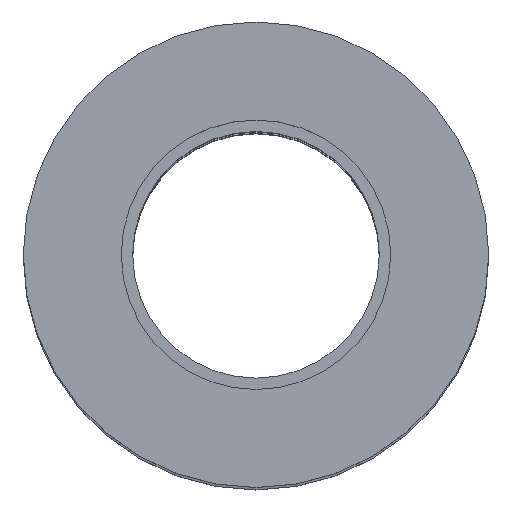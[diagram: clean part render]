
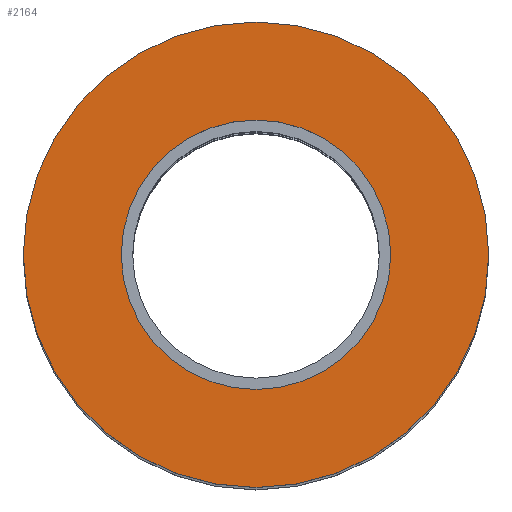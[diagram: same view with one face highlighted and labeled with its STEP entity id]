
A CAD part, top view. The second image highlights one B-rep face of the part: STEP entity #2164.
In plain terms, the highlighted planar face has unit normal (0, 0, 1).
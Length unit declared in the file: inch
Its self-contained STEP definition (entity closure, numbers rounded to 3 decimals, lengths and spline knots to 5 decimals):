
#3 = DIRECTION ( 'NONE',  ( 0., 0., 1. ) ) ;
#65 = CIRCLE ( 'NONE', #703, 0.59 ) ;
#194 = PLANE ( 'NONE',  #596 ) ;
#211 = EDGE_CURVE ( 'NONE', #2788, #1373, #65, .T. ) ;
#419 = EDGE_CURVE ( 'NONE', #1339, #3002, #709, .T. ) ;
#443 = DIRECTION ( 'NONE',  ( 0., 0., 1. ) ) ;
#564 = CARTESIAN_POINT ( 'NONE',  ( -0.59, 0., 2.46 ) ) ;
#586 = AXIS2_PLACEMENT_3D ( 'NONE', #1261, #2919, #1499 ) ;
#596 = AXIS2_PLACEMENT_3D ( 'NONE', #2058, #657, #2303 ) ;
#657 = DIRECTION ( 'NONE',  ( 0., 0., -1. ) ) ;
#703 = AXIS2_PLACEMENT_3D ( 'NONE', #2331, #918, #2571 ) ;
#709 = CIRCLE ( 'NONE', #1803, 0.3415 ) ;
#716 = EDGE_CURVE ( 'NONE', #1373, #2788, #1842, .T. ) ;
#785 = CIRCLE ( 'NONE', #1403, 0.3415 ) ;
#809 = EDGE_LOOP ( 'NONE', ( #2972, #2529 ) ) ;
#918 = DIRECTION ( 'NONE',  ( 0., 0., -1. ) ) ;
#1254 = FACE_OUTER_BOUND ( 'NONE', #2254, .T. ) ;
#1261 = CARTESIAN_POINT ( 'NONE',  ( 0., 0., 2.46 ) ) ;
#1339 = VERTEX_POINT ( 'NONE', #2672 ) ;
#1373 = VERTEX_POINT ( 'NONE', #1787 ) ;
#1381 = CARTESIAN_POINT ( 'NONE',  ( 0., 0., 2.46 ) ) ;
#1403 = AXIS2_PLACEMENT_3D ( 'NONE', #1381, #3, #1624 ) ;
#1499 = DIRECTION ( 'NONE',  ( 1., 0., 0. ) ) ;
#1624 = DIRECTION ( 'NONE',  ( 1., 0., 0. ) ) ;
#1787 = CARTESIAN_POINT ( 'NONE',  ( 0.59, 0., 2.46 ) ) ;
#1803 = AXIS2_PLACEMENT_3D ( 'NONE', #1848, #443, #2095 ) ;
#1842 = CIRCLE ( 'NONE', #586, 0.59 ) ;
#1848 = CARTESIAN_POINT ( 'NONE',  ( 0., 0., 2.46 ) ) ;
#1889 = FACE_BOUND ( 'NONE', #809, .T. ) ;
#2058 = CARTESIAN_POINT ( 'NONE',  ( -0.23533, 0.54104, 2.46 ) ) ;
#2095 = DIRECTION ( 'NONE',  ( 1., 0., 0. ) ) ;
#2116 = ORIENTED_EDGE ( 'NONE', *, *, #211, .F. ) ;
#2164 = ADVANCED_FACE ( 'NONE', ( #1889, #1254 ), #194, .F. ) ;
#2254 = EDGE_LOOP ( 'NONE', ( #2648, #2116 ) ) ;
#2303 = DIRECTION ( 'NONE',  ( -1., 0., 0. ) ) ;
#2331 = CARTESIAN_POINT ( 'NONE',  ( 0., 0., 2.46 ) ) ;
#2529 = ORIENTED_EDGE ( 'NONE', *, *, #2548, .F. ) ;
#2548 = EDGE_CURVE ( 'NONE', #3002, #1339, #785, .T. ) ;
#2571 = DIRECTION ( 'NONE',  ( 1., 0., 0. ) ) ;
#2648 = ORIENTED_EDGE ( 'NONE', *, *, #716, .F. ) ;
#2672 = CARTESIAN_POINT ( 'NONE',  ( 0.3415, 0., 2.46 ) ) ;
#2788 = VERTEX_POINT ( 'NONE', #564 ) ;
#2919 = DIRECTION ( 'NONE',  ( 0., 0., -1. ) ) ;
#2944 = CARTESIAN_POINT ( 'NONE',  ( -0.3415, 0., 2.46 ) ) ;
#2972 = ORIENTED_EDGE ( 'NONE', *, *, #419, .F. ) ;
#3002 = VERTEX_POINT ( 'NONE', #2944 ) ;
